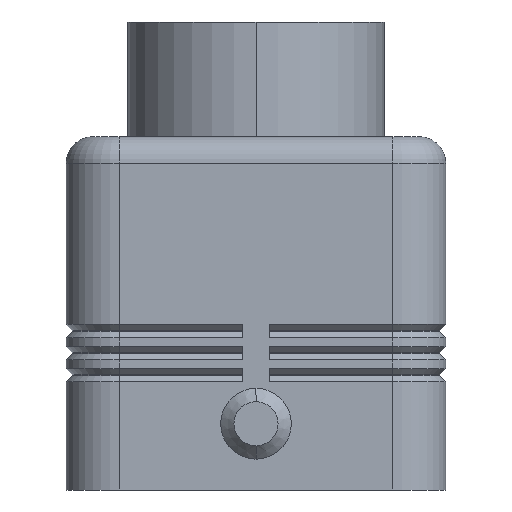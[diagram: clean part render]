
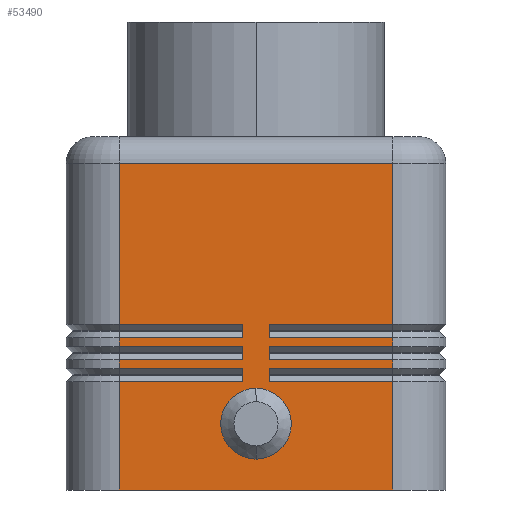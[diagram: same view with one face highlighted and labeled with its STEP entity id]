
A CAD part, left-side view. The second image highlights one B-rep face of the part: STEP entity #53490.
In plain terms, the highlighted planar face has unit normal (-1, 0, 0).
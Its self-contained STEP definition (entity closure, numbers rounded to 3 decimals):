
#1080=CARTESIAN_POINT('',(-30.,-15.5,13.75));
#1090=VERTEX_POINT('',#1080);
#1530=CARTESIAN_POINT('',(-30.,-15.5,12.25));
#1540=DIRECTION('',(0.,0.,-1.));
#1550=VECTOR('',#1540,1.);
#1560=LINE('',#1530,#1550);
#1570=CARTESIAN_POINT('',(-30.,-15.5,12.25));
#1580=VERTEX_POINT('',#1570);
#1590=CARTESIAN_POINT('',(-30.,-15.5,0.));
#1600=VERTEX_POINT('',#1590);
#1610=EDGE_CURVE('',#1580,#1600,#1560,.T.);
#3820=CARTESIAN_POINT('',(-30.,-15.5,16.25));
#3830=VERTEX_POINT('',#3820);
#4270=CARTESIAN_POINT('',(-30.,-15.5,14.75));
#4280=DIRECTION('',(0.,0.,-1.));
#4290=VECTOR('',#4280,1.);
#4300=LINE('',#4270,#4290);
#4310=CARTESIAN_POINT('',(-30.,-15.5,14.75));
#4320=VERTEX_POINT('',#4310);
#4330=EDGE_CURVE('',#4320,#1090,#4300,.T.);
#5830=CARTESIAN_POINT('',(-30.,-15.5,37.));
#5840=DIRECTION('',(0.,0.,-1.));
#5850=VECTOR('',#5840,1.);
#5860=LINE('',#5830,#5850);
#5870=CARTESIAN_POINT('',(-30.,-15.5,37.));
#5880=VERTEX_POINT('',#5870);
#5890=CARTESIAN_POINT('',(-30.,-15.5,18.75));
#5900=VERTEX_POINT('',#5890);
#5910=EDGE_CURVE('',#5880,#5900,#5860,.T.);
#7200=CARTESIAN_POINT('',(-30.,-15.5,17.25));
#7210=DIRECTION('',(0.,0.,-1.));
#7220=VECTOR('',#7210,1.);
#7230=LINE('',#7200,#7220);
#7240=CARTESIAN_POINT('',(-30.,-15.5,17.25));
#7250=VERTEX_POINT('',#7240);
#7260=EDGE_CURVE('',#7250,#3830,#7230,.T.);
#8910=CARTESIAN_POINT('',(-30.,15.5,13.75));
#8920=VERTEX_POINT('',#8910);
#10230=CARTESIAN_POINT('',(-30.,15.5,0.));
#10240=DIRECTION('',(0.,0.,1.));
#10250=VECTOR('',#10240,1.);
#10260=LINE('',#10230,#10250);
#10270=CARTESIAN_POINT('',(-30.,15.5,0.));
#10280=VERTEX_POINT('',#10270);
#10290=CARTESIAN_POINT('',(-30.,15.5,12.25));
#10300=VERTEX_POINT('',#10290);
#10310=EDGE_CURVE('',#10280,#10300,#10260,.T.);
#12380=CARTESIAN_POINT('',(-30.,15.5,16.25));
#12390=DIRECTION('',(0.,0.,1.));
#12400=VECTOR('',#12390,1.);
#12410=LINE('',#12380,#12400);
#12420=CARTESIAN_POINT('',(-30.,15.5,16.25));
#12430=VERTEX_POINT('',#12420);
#12440=CARTESIAN_POINT('',(-30.,15.5,17.25));
#12450=VERTEX_POINT('',#12440);
#12460=EDGE_CURVE('',#12430,#12450,#12410,.T.);
#12870=CARTESIAN_POINT('',(-30.,15.5,18.75));
#12880=DIRECTION('',(0.,0.,1.));
#12890=VECTOR('',#12880,1.);
#12900=LINE('',#12870,#12890);
#12910=CARTESIAN_POINT('',(-30.,15.5,18.75));
#12920=VERTEX_POINT('',#12910);
#12930=CARTESIAN_POINT('',(-30.,15.5,37.));
#12940=VERTEX_POINT('',#12930);
#12950=EDGE_CURVE('',#12920,#12940,#12900,.T.);
#14140=CARTESIAN_POINT('',(-30.,15.5,13.75));
#14150=DIRECTION('',(0.,0.,1.));
#14160=VECTOR('',#14150,1.);
#14170=LINE('',#14140,#14160);
#14180=CARTESIAN_POINT('',(-30.,15.5,14.75));
#14190=VERTEX_POINT('',#14180);
#14200=EDGE_CURVE('',#8920,#14190,#14170,.T.);
#21010=CARTESIAN_POINT('',(-30.,15.5,37.));
#21020=DIRECTION('',(0.,-1.,0.));
#21030=VECTOR('',#21020,1.);
#21040=LINE('',#21010,#21030);
#21050=EDGE_CURVE('',#12940,#5880,#21040,.T.);
#25400=CARTESIAN_POINT('',(-30.,0.,3.5))
;
#25410=VERTEX_POINT('',#25400);
#25440=CARTESIAN_POINT('',(-30.,0.,7.5));
#25450=DIRECTION('',(1.,0.,0.));
#25460=DIRECTION('',(0.,0.,-1.));
#25470=AXIS2_PLACEMENT_3D('',#25440,#25450,#25460);
#25480=CIRCLE('',#25470,4.);
#25490=CARTESIAN_POINT('',(-30.,0.,11.5));
#25500=VERTEX_POINT('',#25490);
#25510=EDGE_CURVE('',#25410,#25500,#25480,.T.);
#37580=CARTESIAN_POINT('',(-30.,0.,-0.));
#37590=DIRECTION('',(-0.,1.,0.));
#37600=VECTOR('',#37590,1.);
#37610=LINE('',#37580,#37600);
#37620=EDGE_CURVE('',#1600,#10280,#37610,.T.);
#47090=CARTESIAN_POINT('',(-30.,1.5,17.25));
#47100=VERTEX_POINT('',#47090);
#47130=CARTESIAN_POINT('',(-30.,0.,17.25));
#47140=DIRECTION('',(-0.,-1.,0.));
#47150=VECTOR('',#47140,1.);
#47160=LINE('',#47130,#47150);
#47170=EDGE_CURVE('',#12450,#47100,#47160,.T.);
#50120=CARTESIAN_POINT('',(-30.,0.,18.75));
#50130=DIRECTION('',(0.,1.,0.));
#50140=VECTOR('',#50130,1.);
#50150=LINE('',#50120,#50140);
#50160=CARTESIAN_POINT('',(-30.,1.5,18.75));
#50170=VERTEX_POINT('',#50160);
#50180=EDGE_CURVE('',#50170,#12920,#50150,.T.);
#50930=CARTESIAN_POINT('',(-30.,1.5,14.75));
#50940=VERTEX_POINT('',#50930);
#50970=CARTESIAN_POINT('',(-30.,0.,14.75));
#50980=DIRECTION('',(-0.,-1.,0.));
#50990=VECTOR('',#50980,1.);
#51000=LINE('',#50970,#50990);
#51010=EDGE_CURVE('',#14190,#50940,#51000,.T.);
#52120=CARTESIAN_POINT('',(-30.,-18.6,-3.7));
#52130=DIRECTION('',(-1.,0.,0.));
#52140=DIRECTION('',(0.,1.,0.));
#52150=AXIS2_PLACEMENT_3D('',#52120,#52130,#52140);
#52160=PLANE('',#52150);
#52170=ORIENTED_EDGE('',*,*,#5910,.F.);
#52180=CARTESIAN_POINT('',(-30.,0.,18.75));
#52190=DIRECTION('',(-0.,1.,0.));
#52200=VECTOR('',#52190,1.);
#52210=LINE('',#52180,#52200);
#52220=CARTESIAN_POINT('',(-30.,-1.5,18.75));
#52230=VERTEX_POINT('',#52220);
#52240=EDGE_CURVE('',#5900,#52230,#52210,.T.);
#52250=ORIENTED_EDGE('',*,*,#52240,.F.);
#52260=CARTESIAN_POINT('',(-30.,-1.5,0.));
#52270=DIRECTION('',(-0.,-0.,-1.));
#52280=VECTOR('',#52270,1.);
#52290=LINE('',#52260,#52280);
#52300=CARTESIAN_POINT('',(-30.,-1.5,17.25));
#52310=VERTEX_POINT('',#52300);
#52320=EDGE_CURVE('',#52230,#52310,#52290,.T.);
#52330=ORIENTED_EDGE('',*,*,#52320,.F.);
#52340=CARTESIAN_POINT('',(-30.,0.,17.25));
#52350=DIRECTION('',(-0.,-1.,0.));
#52360=VECTOR('',#52350,1.);
#52370=LINE('',#52340,#52360);
#52380=EDGE_CURVE('',#52310,#7250,#52370,.T.);
#52390=ORIENTED_EDGE('',*,*,#52380,.F.);
#52400=ORIENTED_EDGE('',*,*,#7260,.F.);
#52410=CARTESIAN_POINT('',(-30.,0.,16.25));
#52420=DIRECTION('',(-0.,1.,0.));
#52430=VECTOR('',#52420,1.);
#52440=LINE('',#52410,#52430);
#52450=CARTESIAN_POINT('',(-30.,-1.5,16.25));
#52460=VERTEX_POINT('',#52450);
#52470=EDGE_CURVE('',#3830,#52460,#52440,.T.);
#52480=ORIENTED_EDGE('',*,*,#52470,.F.);
#52490=CARTESIAN_POINT('',(-30.,-1.5,0.));
#52500=DIRECTION('',(-0.,-0.,-1.));
#52510=VECTOR('',#52500,1.);
#52520=LINE('',#52490,#52510);
#52530=CARTESIAN_POINT('',(-30.,-1.5,14.75));
#52540=VERTEX_POINT('',#52530);
#52550=EDGE_CURVE('',#52460,#52540,#52520,.T.);
#52560=ORIENTED_EDGE('',*,*,#52550,.F.);
#52570=CARTESIAN_POINT('',(-30.,0.,14.75));
#52580=DIRECTION('',(-0.,-1.,0.));
#52590=VECTOR('',#52580,1.);
#52600=LINE('',#52570,#52590);
#52610=EDGE_CURVE('',#52540,#4320,#52600,.T.);
#52620=ORIENTED_EDGE('',*,*,#52610,.F.);
#52630=ORIENTED_EDGE('',*,*,#4330,.F.);
#52640=CARTESIAN_POINT('',(-30.,0.,13.75));
#52650=DIRECTION('',(-0.,1.,0.));
#52660=VECTOR('',#52650,1.);
#52670=LINE('',#52640,#52660);
#52680=CARTESIAN_POINT('',(-30.,-1.5,13.75));
#52690=VERTEX_POINT('',#52680);
#52700=EDGE_CURVE('',#1090,#52690,#52670,.T.);
#52710=ORIENTED_EDGE('',*,*,#52700,.F.);
#52720=CARTESIAN_POINT('',(-30.,-1.5,0.));
#52730=DIRECTION('',(-0.,-0.,-1.));
#52740=VECTOR('',#52730,1.);
#52750=LINE('',#52720,#52740);
#52760=CARTESIAN_POINT('',(-30.,-1.5,12.25));
#52770=VERTEX_POINT('',#52760);
#52780=EDGE_CURVE('',#52690,#52770,#52750,.T.);
#52790=ORIENTED_EDGE('',*,*,#52780,.F.);
#52800=CARTESIAN_POINT('',(-30.,0.,12.25));
#52810=DIRECTION('',(-0.,-1.,0.));
#52820=VECTOR('',#52810,1.);
#52830=LINE('',#52800,#52820);
#52840=EDGE_CURVE('',#52770,#1580,#52830,.T.);
#52850=ORIENTED_EDGE('',*,*,#52840,.F.);
#52860=ORIENTED_EDGE('',*,*,#1610,.F.);
#52870=ORIENTED_EDGE('',*,*,#37620,.F.);
#52880=ORIENTED_EDGE('',*,*,#10310,.F.);
#52890=CARTESIAN_POINT('',(-30.,0.,12.25));
#52900=DIRECTION('',(-0.,-1.,0.));
#52910=VECTOR('',#52900,1.);
#52920=LINE('',#52890,#52910);
#52930=CARTESIAN_POINT('',(-30.,1.5,12.25));
#52940=VERTEX_POINT('',#52930);
#52950=EDGE_CURVE('',#10300,#52940,#52920,.T.);
#52960=ORIENTED_EDGE('',*,*,#52950,.F.);
#52970=CARTESIAN_POINT('',(-30.,1.5,0.));
#52980=DIRECTION('',(-0.,-0.,1.));
#52990=VECTOR('',#52980,1.);
#53000=LINE('',#52970,#52990);
#53010=CARTESIAN_POINT('',(-30.,1.5,13.75));
#53020=VERTEX_POINT('',#53010);
#53030=EDGE_CURVE('',#52940,#53020,#53000,.T.);
#53040=ORIENTED_EDGE('',*,*,#53030,.F.);
#53050=CARTESIAN_POINT('',(-30.,0.,13.75));
#53060=DIRECTION('',(-0.,1.,0.));
#53070=VECTOR('',#53060,1.);
#53080=LINE('',#53050,#53070);
#53090=EDGE_CURVE('',#53020,#8920,#53080,.T.);
#53100=ORIENTED_EDGE('',*,*,#53090,.F.);
#53110=ORIENTED_EDGE('',*,*,#14200,.F.);
#53120=ORIENTED_EDGE('',*,*,#51010,.F.);
#53130=CARTESIAN_POINT('',(-30.,1.5,0.));
#53140=DIRECTION('',(-0.,-0.,1.));
#53150=VECTOR('',#53140,1.);
#53160=LINE('',#53130,#53150);
#53170=CARTESIAN_POINT('',(-30.,1.5,16.25));
#53180=VERTEX_POINT('',#53170);
#53190=EDGE_CURVE('',#50940,#53180,#53160,.T.);
#53200=ORIENTED_EDGE('',*,*,#53190,.F.);
#53210=CARTESIAN_POINT('',(-30.,0.,16.25));
#53220=DIRECTION('',(-0.,1.,0.));
#53230=VECTOR('',#53220,1.);
#53240=LINE('',#53210,#53230);
#53250=EDGE_CURVE('',#53180,#12430,#53240,.T.);
#53260=ORIENTED_EDGE('',*,*,#53250,.F.);
#53270=ORIENTED_EDGE('',*,*,#12460,.F.);
#53280=ORIENTED_EDGE('',*,*,#47170,.F.);
#53290=CARTESIAN_POINT('',(-30.,1.5,0.));
#53300=DIRECTION('',(-0.,-0.,1.));
#53310=VECTOR('',#53300,1.);
#53320=LINE('',#53290,#53310);
#53330=EDGE_CURVE('',#47100,#50170,#53320,.T.);
#53340=ORIENTED_EDGE('',*,*,#53330,.F.);
#53350=ORIENTED_EDGE('',*,*,#50180,.F.);
#53360=ORIENTED_EDGE('',*,*,#12950,.F.);
#53370=ORIENTED_EDGE('',*,*,#21050,.F.);
#53380=EDGE_LOOP('',(#53370,#53360,#53350,#53340,#53280,#53270,#53260,
#53200,#53120,#53110,#53100,#53040,#52960,#52880,#52870,#52860,#52850,
#52790,#52710,#52630,#52620,#52560,#52480,#52400,#52390,#52330,#52250,
#52170));
#53390=FACE_OUTER_BOUND('',#53380,.T.);
#53400=ORIENTED_EDGE('',*,*,#25510,.T.);
#53410=CARTESIAN_POINT('',(-30.,-4.,7.5));
#53420=VERTEX_POINT('',#53410);
#53430=EDGE_CURVE('',#53420,#25410,#25480,.T.);
#53440=ORIENTED_EDGE('',*,*,#53430,.T.);
#53450=EDGE_CURVE('',#25500,#53420,#25480,.T.);
#53460=ORIENTED_EDGE('',*,*,#53450,.T.);
#53470=EDGE_LOOP('',(#53460,#53440,#53400));
#53480=FACE_BOUND('',#53470,.T.);
#53490=ADVANCED_FACE('',(#53390,#53480),#52160,.T.);
